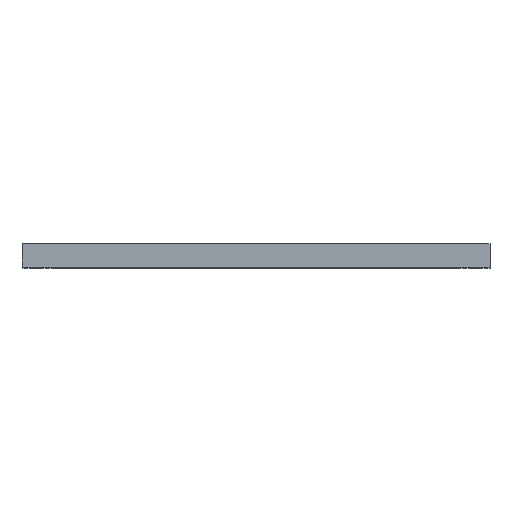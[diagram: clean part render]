
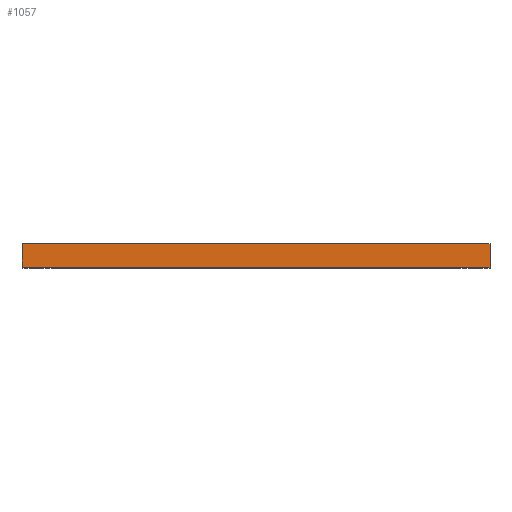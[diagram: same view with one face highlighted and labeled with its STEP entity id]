
A CAD part, top view. The second image highlights one B-rep face of the part: STEP entity #1057.
In plain terms, the highlighted planar face has unit normal (0, 0, 1).
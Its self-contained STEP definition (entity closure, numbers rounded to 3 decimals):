
#16 = DIRECTION ( 'NONE',  ( 0., 0., -1. ) ) ;
#134 = ORIENTED_EDGE ( 'NONE', *, *, #1263, .F. ) ;
#266 = LINE ( 'NONE', #853, #1028 ) ;
#284 = EDGE_CURVE ( 'NONE', #1472, #1484, #806, .T. ) ;
#314 = VERTEX_POINT ( 'NONE', #1681 ) ;
#512 = ORIENTED_EDGE ( 'NONE', *, *, #1660, .T. ) ;
#565 = DIRECTION ( 'NONE',  ( 0., -1., 0. ) ) ;
#595 = CARTESIAN_POINT ( 'NONE',  ( 100., 0., 188.5 ) ) ;
#607 = PLANE ( 'NONE',  #910 ) ;
#628 = ORIENTED_EDGE ( 'NONE', *, *, #1559, .T. ) ;
#739 = DIRECTION ( 'NONE',  ( -1., 0., 0. ) ) ;
#771 = DIRECTION ( 'NONE',  ( 1., 0., 0. ) ) ;
#806 = LINE ( 'NONE', #1841, #1495 ) ;
#813 = VECTOR ( 'NONE', #771, 1000. ) ;
#853 = CARTESIAN_POINT ( 'NONE',  ( -100., 10., 188.5 ) ) ;
#910 = AXIS2_PLACEMENT_3D ( 'NONE', #1197, #16, #739 ) ;
#936 = EDGE_LOOP ( 'NONE', ( #628, #1178, #134, #512 ) ) ;
#974 = DIRECTION ( 'NONE',  ( 1., 0., 0. ) ) ;
#1028 = VECTOR ( 'NONE', #974, 1000. ) ;
#1052 = VECTOR ( 'NONE', #565, 1000. ) ;
#1057 = ADVANCED_FACE ( 'NONE', ( #1071 ), #607, .F. ) ;
#1071 = FACE_OUTER_BOUND ( 'NONE', #936, .T. ) ;
#1178 = ORIENTED_EDGE ( 'NONE', *, *, #284, .F. ) ;
#1197 = CARTESIAN_POINT ( 'NONE',  ( -100., 10., 188.5 ) ) ;
#1252 = LINE ( 'NONE', #1398, #813 ) ;
#1263 = EDGE_CURVE ( 'NONE', #1392, #1472, #266, .T. ) ;
#1330 = CARTESIAN_POINT ( 'NONE',  ( 100., 10., 188.5 ) ) ;
#1392 = VERTEX_POINT ( 'NONE', #1606 ) ;
#1398 = CARTESIAN_POINT ( 'NONE',  ( -100., 0., 188.5 ) ) ;
#1472 = VERTEX_POINT ( 'NONE', #1330 ) ;
#1484 = VERTEX_POINT ( 'NONE', #595 ) ;
#1495 = VECTOR ( 'NONE', #1563, 1000. ) ;
#1558 = LINE ( 'NONE', #1708, #1052 ) ;
#1559 = EDGE_CURVE ( 'NONE', #314, #1484, #1252, .T. ) ;
#1563 = DIRECTION ( 'NONE',  ( 0., -1., 0. ) ) ;
#1606 = CARTESIAN_POINT ( 'NONE',  ( -100., 10., 188.5 ) ) ;
#1660 = EDGE_CURVE ( 'NONE', #1392, #314, #1558, .T. ) ;
#1681 = CARTESIAN_POINT ( 'NONE',  ( -100., 0., 188.5 ) ) ;
#1708 = CARTESIAN_POINT ( 'NONE',  ( -100., 10., 188.5 ) ) ;
#1841 = CARTESIAN_POINT ( 'NONE',  ( 100., 10., 188.5 ) ) ;
